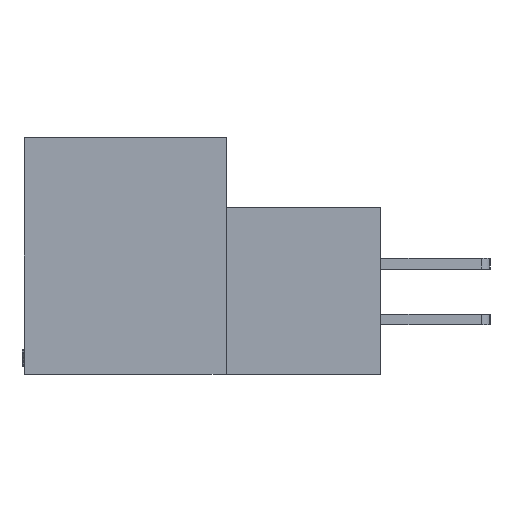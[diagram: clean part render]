
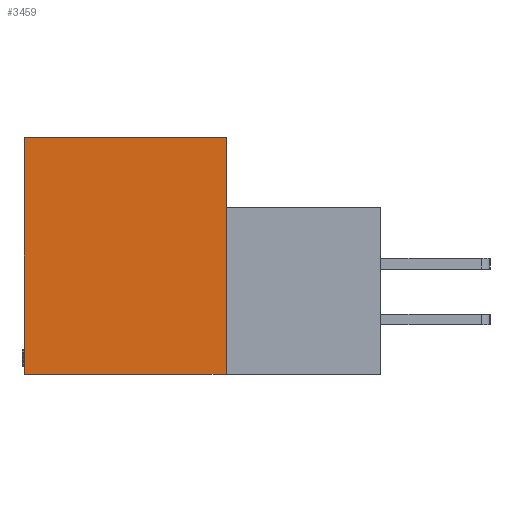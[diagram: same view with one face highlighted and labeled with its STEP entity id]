
A CAD part, left-side view. The second image highlights one B-rep face of the part: STEP entity #3459.
In plain terms, the highlighted planar face has unit normal (-1, 0, 0).
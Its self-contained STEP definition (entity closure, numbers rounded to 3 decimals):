
#334 = DIRECTION ( 'NONE',  ( 0., 1., 0. ) ) ;
#630 = ORIENTED_EDGE ( 'NONE', *, *, #35947, .F. ) ;
#2398 = PLANE ( 'NONE',  #23717 ) ;
#2612 = EDGE_CURVE ( 'NONE', #33292, #34998, #21979, .T. ) ;
#3459 = ADVANCED_FACE ( 'NONE', ( #5821 ), #2398, .F. ) ;
#5821 = FACE_OUTER_BOUND ( 'NONE', #37711, .T. ) ;
#7582 = LINE ( 'NONE', #14045, #43023 ) ;
#7883 = CARTESIAN_POINT ( 'NONE',  ( 0., 0., 0. ) ) ;
#12962 = DIRECTION ( 'NONE',  ( 1., 0., 0. ) ) ;
#14045 = CARTESIAN_POINT ( 'NONE',  ( 0., 11.506, -13.487 ) ) ;
#15372 = VECTOR ( 'NONE', #36866, 1000. ) ;
#17274 = CARTESIAN_POINT ( 'NONE',  ( 0., 0., -13.487 ) ) ;
#21691 = EDGE_CURVE ( 'NONE', #34998, #45277, #39870, .T. ) ;
#21979 = LINE ( 'NONE', #33129, #15372 ) ;
#23717 = AXIS2_PLACEMENT_3D ( 'NONE', #40823, #12962, #27037 ) ;
#27037 = DIRECTION ( 'NONE',  ( 0., 0., -1. ) ) ;
#27117 = LINE ( 'NONE', #35516, #30469 ) ;
#29745 = DIRECTION ( 'NONE',  ( 0., 0., -1. ) ) ;
#30469 = VECTOR ( 'NONE', #334, 1000. ) ;
#30968 = ORIENTED_EDGE ( 'NONE', *, *, #2612, .F. ) ;
#31215 = ORIENTED_EDGE ( 'NONE', *, *, #21691, .F. ) ;
#33129 = CARTESIAN_POINT ( 'NONE',  ( 0., 11.506, 0. ) ) ;
#33292 = VERTEX_POINT ( 'NONE', #36992 ) ;
#34998 = VERTEX_POINT ( 'NONE', #7883 ) ;
#35516 = CARTESIAN_POINT ( 'NONE',  ( 0., -8.814, -13.487 ) ) ;
#35569 = DIRECTION ( 'NONE',  ( 0., 0., 1. ) ) ;
#35947 = EDGE_CURVE ( 'NONE', #45277, #45778, #27117, .T. ) ;
#36866 = DIRECTION ( 'NONE',  ( 0., -1., 0. ) ) ;
#36992 = CARTESIAN_POINT ( 'NONE',  ( 0., 11.506, 0. ) ) ;
#37069 = VECTOR ( 'NONE', #29745, 1000. ) ;
#37688 = CARTESIAN_POINT ( 'NONE',  ( 0., 11.506, -13.487 ) ) ;
#37711 = EDGE_LOOP ( 'NONE', ( #630, #31215, #30968, #41163 ) ) ;
#37738 = EDGE_CURVE ( 'NONE', #45778, #33292, #7582, .T. ) ;
#39870 = LINE ( 'NONE', #44563, #37069 ) ;
#40823 = CARTESIAN_POINT ( 'NONE',  ( 0., 0., 0. ) ) ;
#41163 = ORIENTED_EDGE ( 'NONE', *, *, #37738, .F. ) ;
#43023 = VECTOR ( 'NONE', #35569, 1000. ) ;
#44563 = CARTESIAN_POINT ( 'NONE',  ( 0., 0., 0. ) ) ;
#45277 = VERTEX_POINT ( 'NONE', #17274 ) ;
#45778 = VERTEX_POINT ( 'NONE', #37688 ) ;
